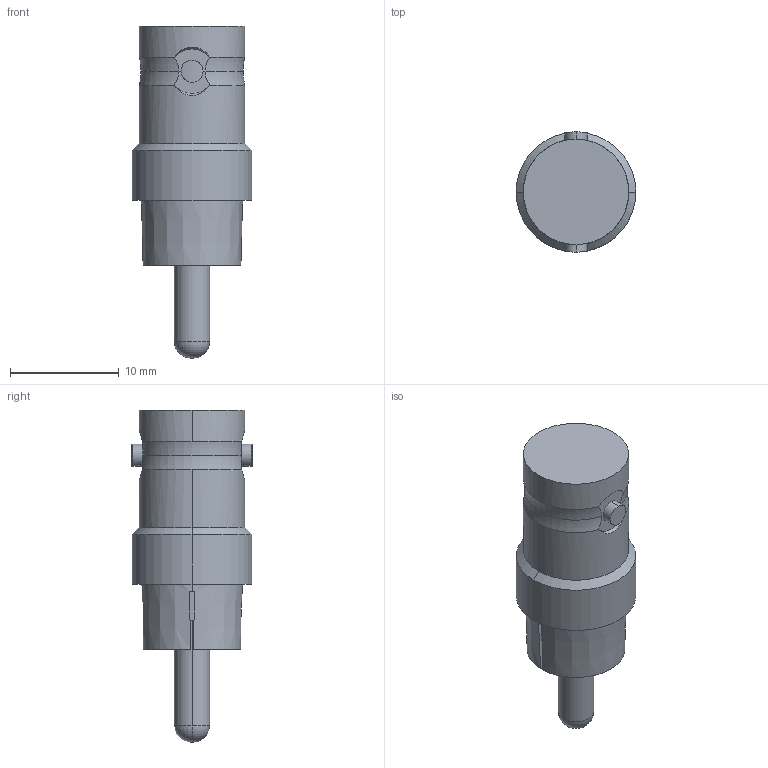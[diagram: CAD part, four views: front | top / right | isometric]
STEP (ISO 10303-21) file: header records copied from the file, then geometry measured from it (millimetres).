
FILE_DESCRIPTION (( 'STEP AP214' ), '1' );
FILE_NAME ('J01008B0838.STEP', '2018-11-14T08:38:21', ( '' ), ( '' ), 'SwSTEP 2.0', 'SolidWorks 2017', '' );
FILE_SCHEMA (( 'AUTOMOTIVE_DESIGN' ));
Length unit declared in the file: millimetre
Products named in the file (1): J01008B0838
Bounding box: 11 x 11.05 x 30.5 mm (x, y, z)
Volume: 1622.2 mm3; surface area: 1046.4 mm2
Topology: 1 solids, 1 shells, 51 faces, 126 edges, 81 vertices
Faces by surface type: cone 17, cylinder 14, plane 12, torus 8
Entity records: 1733 total; most frequent: CARTESIAN_POINT 517, ORIENTED_EDGE 252, DIRECTION 245, EDGE_CURVE 126, AXIS2_PLACEMENT_3D 109, VERTEX_POINT 81, CIRCLE 57, EDGE_LOOP 55
